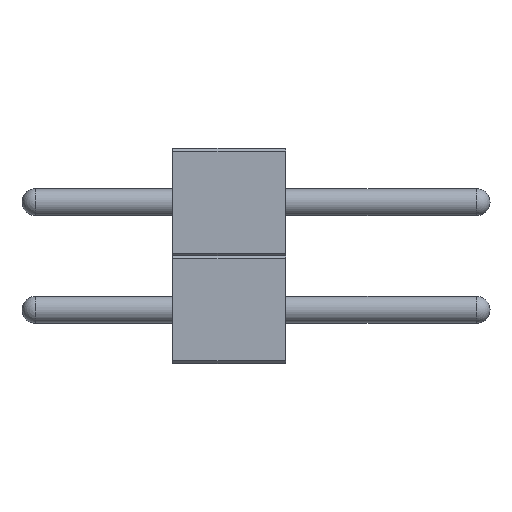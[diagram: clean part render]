
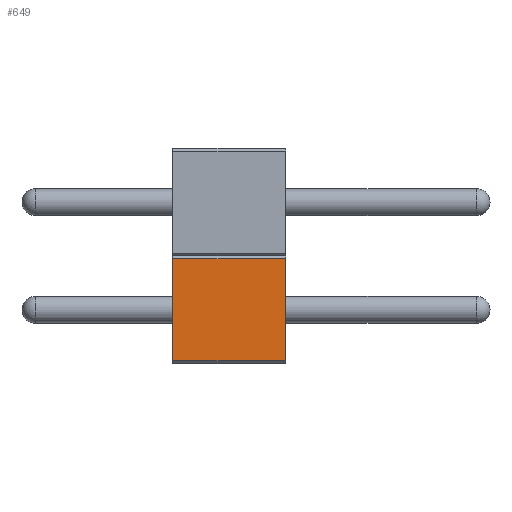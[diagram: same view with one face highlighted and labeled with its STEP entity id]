
A CAD part, left-side view. The second image highlights one B-rep face of the part: STEP entity #649.
In plain terms, the highlighted planar face has unit normal (-1, 0, 0).
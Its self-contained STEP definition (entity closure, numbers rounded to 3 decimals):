
#111 = ORIENTED_EDGE ( 'NONE', *, *, #1544, .F. ) ;
#300 = ORIENTED_EDGE ( 'NONE', *, *, #1541, .F. ) ;
#649 = ADVANCED_FACE ( 'NONE', ( #5271 ), #4786, .F. ) ;
#655 = VECTOR ( 'NONE', #2035, 1000. ) ;
#675 = VERTEX_POINT ( 'NONE', #817 ) ;
#730 = CARTESIAN_POINT ( 'NONE',  ( -0.9, 0., 0. ) ) ;
#817 = CARTESIAN_POINT ( 'NONE',  ( -0.9, 2.1, -0.95 ) ) ;
#1255 = CARTESIAN_POINT ( 'NONE',  ( -0.9, 0., 0.95 ) ) ;
#1541 = EDGE_CURVE ( 'NONE', #2480, #7317, #3272, .T. ) ;
#1544 = EDGE_CURVE ( 'NONE', #675, #2480, #1869, .T. ) ;
#1618 = DIRECTION ( 'NONE',  ( 1., 0., 0. ) ) ;
#1869 = LINE ( 'NONE', #4531, #3364 ) ;
#1952 = DIRECTION ( 'NONE',  ( 0., -1., 0. ) ) ;
#2035 = DIRECTION ( 'NONE',  ( 0., 0., 1. ) ) ;
#2103 = CARTESIAN_POINT ( 'NONE',  ( -0.9, 0., -0.95 ) ) ;
#2480 = VERTEX_POINT ( 'NONE', #2524 ) ;
#2524 = CARTESIAN_POINT ( 'NONE',  ( -0.9, 2.1, 0.95 ) ) ;
#3272 = LINE ( 'NONE', #3908, #8330 ) ;
#3364 = VECTOR ( 'NONE', #5896, 1000. ) ;
#3407 = ORIENTED_EDGE ( 'NONE', *, *, #5558, .F. ) ;
#3700 = VERTEX_POINT ( 'NONE', #2103 ) ;
#3908 = CARTESIAN_POINT ( 'NONE',  ( -0.9, 2.1, 0.95 ) ) ;
#3975 = DIRECTION ( 'NONE',  ( 0., 1., 0. ) ) ;
#4531 = CARTESIAN_POINT ( 'NONE',  ( -0.9, 2.1, 0. ) ) ;
#4786 = PLANE ( 'NONE',  #7563 ) ;
#5271 = FACE_OUTER_BOUND ( 'NONE', #6671, .T. ) ;
#5374 = LINE ( 'NONE', #730, #655 ) ;
#5410 = VECTOR ( 'NONE', #3975, 1000. ) ;
#5558 = EDGE_CURVE ( 'NONE', #3700, #675, #7111, .T. ) ;
#5580 = ORIENTED_EDGE ( 'NONE', *, *, #6972, .T. ) ;
#5896 = DIRECTION ( 'NONE',  ( 0., 0., 1. ) ) ;
#5966 = CARTESIAN_POINT ( 'NONE',  ( -0.9, 2.1, -0.95 ) ) ;
#6130 = CARTESIAN_POINT ( 'NONE',  ( -0.9, 10., 3.957 ) ) ;
#6671 = EDGE_LOOP ( 'NONE', ( #5580, #300, #111, #3407 ) ) ;
#6972 = EDGE_CURVE ( 'NONE', #3700, #7317, #5374, .T. ) ;
#7111 = LINE ( 'NONE', #5966, #5410 ) ;
#7317 = VERTEX_POINT ( 'NONE', #1255 ) ;
#7349 = DIRECTION ( 'NONE',  ( 0., 0., -1. ) ) ;
#7563 = AXIS2_PLACEMENT_3D ( 'NONE', #6130, #1618, #7349 ) ;
#8330 = VECTOR ( 'NONE', #1952, 1000. ) ;
